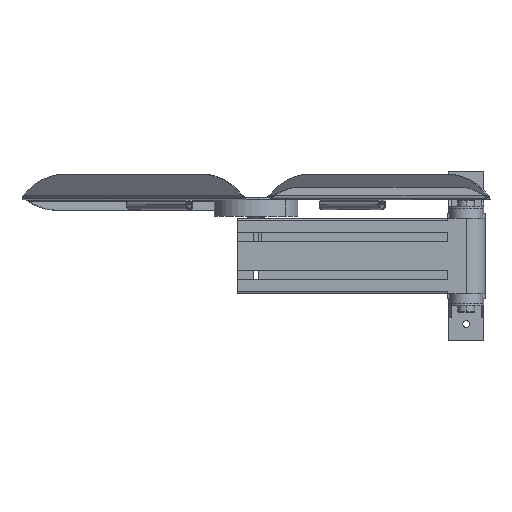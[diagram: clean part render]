
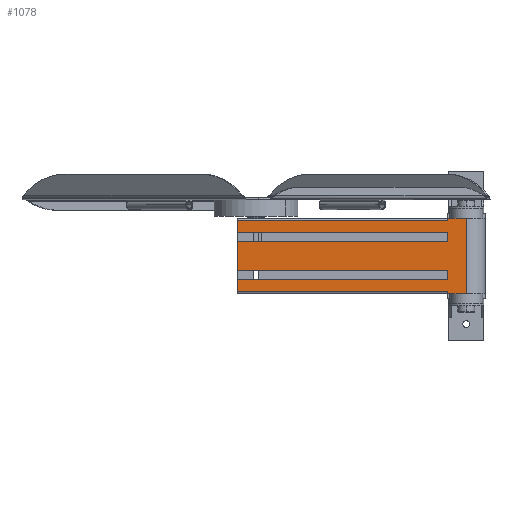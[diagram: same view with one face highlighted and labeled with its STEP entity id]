
A CAD part, front view. The second image highlights one B-rep face of the part: STEP entity #1078.
In plain terms, the highlighted planar face has unit normal (0, -1, 0).
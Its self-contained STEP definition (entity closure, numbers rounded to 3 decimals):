
#1078=ADVANCED_FACE('',(#2244),#2245,.T.);
#2244=FACE_OUTER_BOUND('',#3508,.T.);
#2245=PLANE('',#3509);
#3508=EDGE_LOOP('',(#6822,#6823,#6824,#6825,#6826,#6827,#6828,#6829,#6830,#6831,#6832,#6833,#6834,#6835,#6836,#6837));
#3509=AXIS2_PLACEMENT_3D('',#6838,#6839,#6840);
#6822=ORIENTED_EDGE('',*,*,#8879,.F.);
#6823=ORIENTED_EDGE('',*,*,#8795,.T.);
#6824=ORIENTED_EDGE('',*,*,#8905,.T.);
#6825=ORIENTED_EDGE('',*,*,#9030,.F.);
#6826=ORIENTED_EDGE('',*,*,#8907,.F.);
#6827=ORIENTED_EDGE('',*,*,#8785,.T.);
#6828=ORIENTED_EDGE('',*,*,#8933,.T.);
#6829=ORIENTED_EDGE('',*,*,#9031,.F.);
#6830=ORIENTED_EDGE('',*,*,#8935,.F.);
#6831=ORIENTED_EDGE('',*,*,#8775,.T.);
#6832=ORIENTED_EDGE('',*,*,#8968,.F.);
#6833=ORIENTED_EDGE('',*,*,#9028,.F.);
#6834=ORIENTED_EDGE('',*,*,#9032,.T.);
#6835=ORIENTED_EDGE('',*,*,#9033,.T.);
#6836=ORIENTED_EDGE('',*,*,#9034,.T.);
#6837=ORIENTED_EDGE('',*,*,#9035,.F.);
#6838=CARTESIAN_POINT('',(21.,-295.,45.0));
#6839=DIRECTION('',(0.,-1.0,0.));
#6840=DIRECTION('',(0.0,0.,-1.0));
#8775=EDGE_CURVE('',#10926,#10928,#10930,.T.);
#8785=EDGE_CURVE('',#10932,#10946,#10948,.T.);
#8795=EDGE_CURVE('',#10950,#10964,#10966,.T.);
#8879=EDGE_CURVE('',#10950,#11083,#11084,.T.);
#8905=EDGE_CURVE('',#10964,#11117,#11119,.T.);
#8907=EDGE_CURVE('',#10932,#11121,#11122,.T.);
#8933=EDGE_CURVE('',#10946,#11155,#11157,.T.);
#8935=EDGE_CURVE('',#10926,#11159,#11160,.T.);
#8968=EDGE_CURVE('',#11203,#10928,#11205,.T.);
#9028=EDGE_CURVE('',#11282,#11203,#11284,.T.);
#9030=EDGE_CURVE('',#11121,#11117,#11286,.T.);
#9031=EDGE_CURVE('',#11159,#11155,#11287,.T.);
#9032=EDGE_CURVE('',#11282,#11288,#11289,.T.);
#9033=EDGE_CURVE('',#11288,#11290,#11291,.T.);
#9034=EDGE_CURVE('',#11290,#11292,#11293,.T.);
#9035=EDGE_CURVE('',#11083,#11292,#11294,.T.);
#10926=VERTEX_POINT('',#14142);
#10928=VERTEX_POINT('',#14144);
#10930=LINE('',#14147,#14148);
#10932=VERTEX_POINT('',#14150);
#10946=VERTEX_POINT('',#14171);
#10948=LINE('',#14174,#14175);
#10950=VERTEX_POINT('',#14177);
#10964=VERTEX_POINT('',#14198);
#10966=LINE('',#14201,#14202);
#11083=VERTEX_POINT('',#14376);
#11084=LINE('',#14377,#14378);
#11117=VERTEX_POINT('',#14427);
#11119=LINE('',#14430,#14431);
#11121=VERTEX_POINT('',#14433);
#11122=LINE('',#14434,#14435);
#11155=VERTEX_POINT('',#14484);
#11157=LINE('',#14487,#14488);
#11159=VERTEX_POINT('',#14490);
#11160=LINE('',#14491,#14492);
#11203=VERTEX_POINT('',#14555);
#11205=LINE('',#14557,#14558);
#11282=VERTEX_POINT('',#14669);
#11284=LINE('',#14671,#14672);
#11286=LINE('',#14674,#14675);
#11287=LINE('',#14676,#14677);
#11288=VERTEX_POINT('',#14678);
#11289=LINE('',#14679,#14680);
#11290=VERTEX_POINT('',#14681);
#11291=LINE('',#14682,#14683);
#11292=VERTEX_POINT('',#14684);
#11293=LINE('',#14685,#14686);
#11294=LINE('',#14687,#14688);
#14142=CARTESIAN_POINT('',(-1.,-295.,-42.0));
#14144=CARTESIAN_POINT('',(-1.,-295.,-45.0));
#14147=CARTESIAN_POINT('',(-1.,-295.,45.0));
#14148=VECTOR('',#16454,90.0);
#14150=CARTESIAN_POINT('',(-1.,-295.,-17.5));
#14171=CARTESIAN_POINT('',(-1.,-295.,-27.5));
#14174=CARTESIAN_POINT('',(-1.,-295.,45.0));
#14175=VECTOR('',#16463,90.0);
#14177=CARTESIAN_POINT('',(-1.,-295.,27.5));
#14198=CARTESIAN_POINT('',(-1.,-295.,17.5));
#14201=CARTESIAN_POINT('',(-1.,-295.,45.0));
#14202=VECTOR('',#16472,90.0);
#14376=CARTESIAN_POINT('',(-251.,-295.,27.5));
#14377=CARTESIAN_POINT('',(-1.,-295.,27.5));
#14378=VECTOR('',#16533,250.);
#14427=CARTESIAN_POINT('',(-251.,-295.,17.5));
#14430=CARTESIAN_POINT('',(-1.,-295.,17.5));
#14431=VECTOR('',#16551,250.);
#14433=CARTESIAN_POINT('',(-251.,-295.,-17.5));
#14434=CARTESIAN_POINT('',(-1.,-295.,-17.5));
#14435=VECTOR('',#16552,250.);
#14484=CARTESIAN_POINT('',(-251.,-295.,-27.5));
#14487=CARTESIAN_POINT('',(-1.,-295.,-27.5));
#14488=VECTOR('',#16570,250.);
#14490=CARTESIAN_POINT('',(-251.,-295.,-42.0));
#14491=CARTESIAN_POINT('',(-1.,-295.,-42.0));
#14492=VECTOR('',#16571,250.);
#14555=CARTESIAN_POINT('',(21.,-295.,-45.0));
#14557=CARTESIAN_POINT('',(21.,-295.,-45.0));
#14558=VECTOR('',#16598,22.);
#14669=CARTESIAN_POINT('',(21.,-295.,45.0));
#14671=CARTESIAN_POINT('',(21.,-295.,45.0));
#14672=VECTOR('',#16660,90.0);
#14674=CARTESIAN_POINT('',(-251.,-295.,-17.5));
#14675=VECTOR('',#16661,35.0);
#14676=CARTESIAN_POINT('',(-251.,-295.,-42.0));
#14677=VECTOR('',#16662,14.5);
#14678=CARTESIAN_POINT('',(-1.,-295.,45.0));
#14679=CARTESIAN_POINT('',(21.,-295.,45.0));
#14680=VECTOR('',#16663,22.);
#14681=CARTESIAN_POINT('',(-1.,-295.,42.0));
#14682=CARTESIAN_POINT('',(-1.,-295.,45.0));
#14683=VECTOR('',#16664,90.0);
#14684=CARTESIAN_POINT('',(-251.,-295.,42.0));
#14685=CARTESIAN_POINT('',(-1.,-295.,42.0));
#14686=VECTOR('',#16665,250.);
#14687=CARTESIAN_POINT('',(-251.,-295.,27.5));
#14688=VECTOR('',#16666,14.5);
#16454=DIRECTION('',(0.,0.,-1.0));
#16463=DIRECTION('',(0.,0.,-1.0));
#16472=DIRECTION('',(0.,0.,-1.0));
#16533=DIRECTION('',(-1.0,0.,0.));
#16551=DIRECTION('',(-1.0,0.,0.));
#16552=DIRECTION('',(-1.0,0.,0.));
#16570=DIRECTION('',(-1.0,0.,0.));
#16571=DIRECTION('',(-1.0,0.,0.));
#16598=DIRECTION('',(-1.0,0.,0.));
#16660=DIRECTION('',(0.,0.,-1.0));
#16661=DIRECTION('',(0.,0.,1.0));
#16662=DIRECTION('',(0.,0.,1.0));
#16663=DIRECTION('',(-1.0,0.,0.));
#16664=DIRECTION('',(0.,0.,-1.0));
#16665=DIRECTION('',(-1.0,0.,0.));
#16666=DIRECTION('',(0.,0.,1.0));
